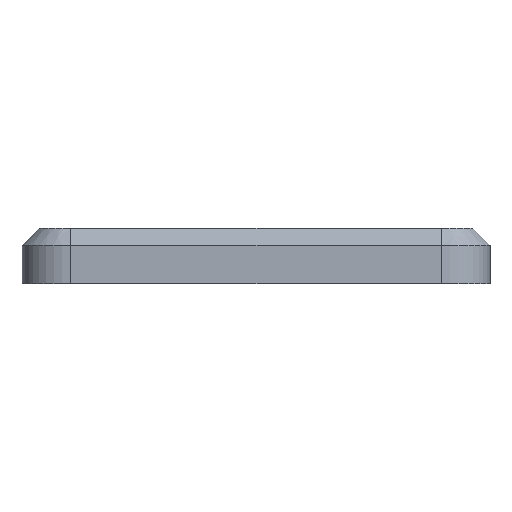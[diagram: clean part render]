
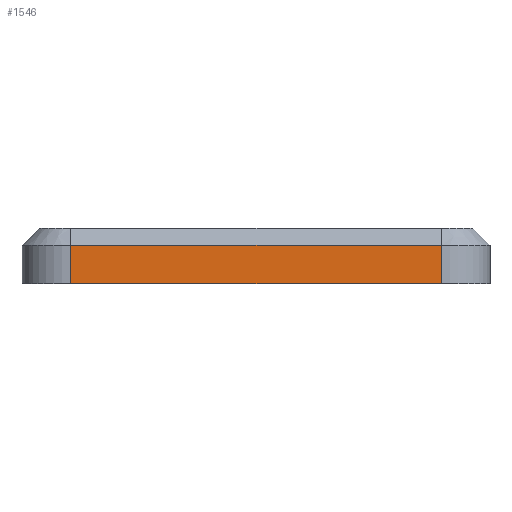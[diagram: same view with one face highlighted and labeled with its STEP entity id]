
A CAD part, left-side view. The second image highlights one B-rep face of the part: STEP entity #1546.
In plain terms, the highlighted planar face has unit normal (-1, 0, 0).
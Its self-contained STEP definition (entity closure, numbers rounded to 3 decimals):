
#152=FACE_OUTER_BOUND('',#254,.T.);
#254=EDGE_LOOP('',(#1397,#1398,#1399,#1400));
#394=LINE('',#2394,#550);
#460=LINE('',#2575,#616);
#467=LINE('',#2590,#623);
#468=LINE('',#2592,#624);
#550=VECTOR('',#1923,10.);
#616=VECTOR('',#2125,10.);
#623=VECTOR('',#2148,10.);
#624=VECTOR('',#2151,10.);
#710=VERTEX_POINT('',#2391);
#711=VERTEX_POINT('',#2393);
#757=VERTEX_POINT('',#2569);
#758=VERTEX_POINT('',#2573);
#876=EDGE_CURVE('',#710,#711,#394,.T.);
#963=EDGE_CURVE('',#757,#758,#460,.T.);
#971=EDGE_CURVE('',#758,#710,#467,.T.);
#972=EDGE_CURVE('',#711,#757,#468,.T.);
#1397=ORIENTED_EDGE('',*,*,#963,.F.);
#1398=ORIENTED_EDGE('',*,*,#972,.F.);
#1399=ORIENTED_EDGE('',*,*,#876,.F.);
#1400=ORIENTED_EDGE('',*,*,#971,.F.);
#1455=PLANE('',#1697);
#1546=ADVANCED_FACE('',(#152),#1455,.T.);
#1697=AXIS2_PLACEMENT_3D('',#2593,#2152,#2153);
#1923=DIRECTION('',(0.,1.,0.));
#2125=DIRECTION('',(0.,-1.,0.));
#2148=DIRECTION('',(0.,0.,-1.));
#2151=DIRECTION('',(0.,0.,1.));
#2152=DIRECTION('center_axis',(-1.,0.,0.));
#2153=DIRECTION('ref_axis',(0.,-1.,0.));
#2391=CARTESIAN_POINT('',(-131.444,-38.1,-3.5));
#2393=CARTESIAN_POINT('',(-131.444,38.1,-3.5));
#2394=CARTESIAN_POINT('',(-131.444,19.05,-3.5));
#2569=CARTESIAN_POINT('',(-131.444,38.1,4.5));
#2573=CARTESIAN_POINT('',(-131.444,-38.1,4.5));
#2575=CARTESIAN_POINT('',(-131.444,19.05,4.5));
#2590=CARTESIAN_POINT('',(-131.444,-38.1,0.));
#2592=CARTESIAN_POINT('',(-131.444,38.1,0.));
#2593=CARTESIAN_POINT('Origin',(-131.444,38.1,0.));
